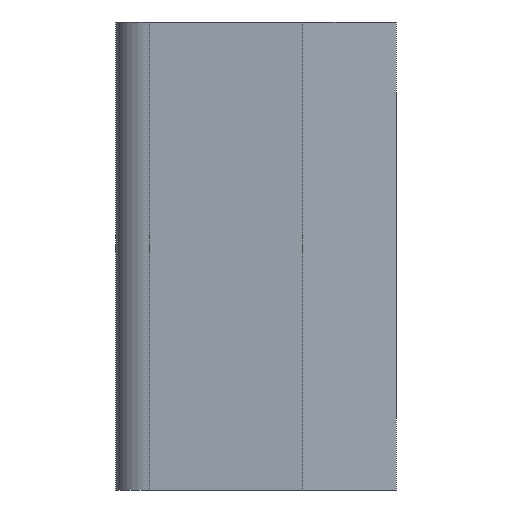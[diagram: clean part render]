
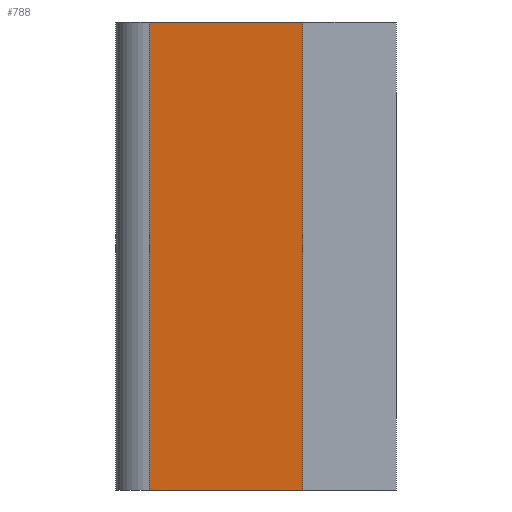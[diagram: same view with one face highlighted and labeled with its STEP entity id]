
A CAD part, left-side view. The second image highlights one B-rep face of the part: STEP entity #788.
In plain terms, the highlighted planar face has unit normal (-0.995, 0.1, 0).
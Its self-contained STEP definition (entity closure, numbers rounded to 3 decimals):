
#10 = DIRECTION ( 'NONE',  ( 0., 0., -1. ) ) ;
#47 = CARTESIAN_POINT ( 'NONE',  ( -0.609, 0.66, 0.625 ) ) ;
#49 = LINE ( 'NONE', #1203, #731 ) ;
#77 = VECTOR ( 'NONE', #1417, 1000. ) ;
#79 = VECTOR ( 'NONE', #10, 1000. ) ;
#87 = EDGE_CURVE ( 'NONE', #496, #995, #49, .T. ) ;
#91 = DIRECTION ( 'NONE',  ( -0.1, -0.995, 0. ) ) ;
#107 = EDGE_LOOP ( 'NONE', ( #627, #768, #1236, #1168 ) ) ;
#135 = CARTESIAN_POINT ( 'NONE',  ( -0.65, 0.25, 0.625 ) ) ;
#206 = DIRECTION ( 'NONE',  ( -0.995, 0.1, 0. ) ) ;
#253 = VERTEX_POINT ( 'NONE', #887 ) ;
#291 = LINE ( 'NONE', #747, #890 ) ;
#354 = LINE ( 'NONE', #1163, #77 ) ;
#379 = EDGE_CURVE ( 'NONE', #496, #253, #721, .T. ) ;
#436 = CARTESIAN_POINT ( 'NONE',  ( -0.609, 0.66, -0.625 ) ) ;
#496 = VERTEX_POINT ( 'NONE', #623 ) ;
#552 = EDGE_CURVE ( 'NONE', #995, #1352, #291, .T. ) ;
#623 = CARTESIAN_POINT ( 'NONE',  ( -0.65, 0.25, 0.625 ) ) ;
#627 = ORIENTED_EDGE ( 'NONE', *, *, #1305, .F. ) ;
#665 = PLANE ( 'NONE',  #987 ) ;
#721 = LINE ( 'NONE', #135, #79 ) ;
#731 = VECTOR ( 'NONE', #744, 1000. ) ;
#744 = DIRECTION ( 'NONE',  ( 0.1, 0.995, 0. ) ) ;
#747 = CARTESIAN_POINT ( 'NONE',  ( -0.609, 0.66, 0.625 ) ) ;
#768 = ORIENTED_EDGE ( 'NONE', *, *, #379, .F. ) ;
#788 = ADVANCED_FACE ( 'NONE', ( #1480 ), #665, .T. ) ;
#887 = CARTESIAN_POINT ( 'NONE',  ( -0.65, 0.25, -0.625 ) ) ;
#890 = VECTOR ( 'NONE', #1207, 1000. ) ;
#901 = CARTESIAN_POINT ( 'NONE',  ( -0.668, 0.067, 0.625 ) ) ;
#987 = AXIS2_PLACEMENT_3D ( 'NONE', #901, #206, #91 ) ;
#995 = VERTEX_POINT ( 'NONE', #47 ) ;
#1163 = CARTESIAN_POINT ( 'NONE',  ( -0.668, 0.067, -0.625 ) ) ;
#1168 = ORIENTED_EDGE ( 'NONE', *, *, #552, .T. ) ;
#1203 = CARTESIAN_POINT ( 'NONE',  ( -0.668, 0.067, 0.625 ) ) ;
#1207 = DIRECTION ( 'NONE',  ( 0., 0., -1. ) ) ;
#1236 = ORIENTED_EDGE ( 'NONE', *, *, #87, .T. ) ;
#1305 = EDGE_CURVE ( 'NONE', #253, #1352, #354, .T. ) ;
#1352 = VERTEX_POINT ( 'NONE', #436 ) ;
#1417 = DIRECTION ( 'NONE',  ( 0.1, 0.995, 0. ) ) ;
#1480 = FACE_OUTER_BOUND ( 'NONE', #107, .T. ) ;
